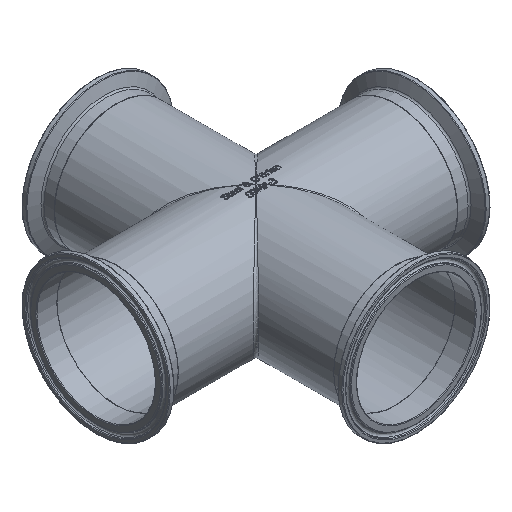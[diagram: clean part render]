
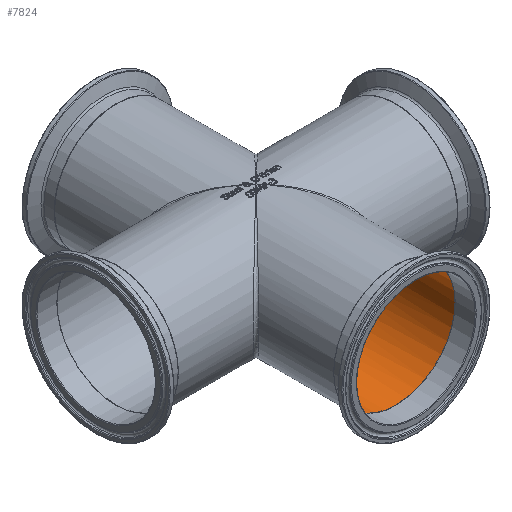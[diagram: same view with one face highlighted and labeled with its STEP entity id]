
A CAD part, isometric view. The second image highlights one B-rep face of the part: STEP entity #7824.
In plain terms, the highlighted cylindrical face has radius 36.449 mm (diameter 72.898 mm), a full revolution.
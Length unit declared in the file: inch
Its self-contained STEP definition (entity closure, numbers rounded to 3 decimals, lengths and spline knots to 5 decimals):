
#158=FACE_BOUND('',#2362,.T.);
#505=CIRCLE('',#8335,1.435);
#1392=CYLINDRICAL_SURFACE('',#8340,1.435);
#1827=FACE_OUTER_BOUND('',#2361,.T.);
#2361=EDGE_LOOP('',(#6780));
#2362=EDGE_LOOP('',(#6781,#6782));
#2468=ELLIPSE('',#8341,2.0294,1.435);
#2469=ELLIPSE('',#8342,2.0294,1.435);
#3664=VERTEX_POINT('',#17514);
#3666=VERTEX_POINT('',#17732);
#3667=VERTEX_POINT('',#17733);
#4778=EDGE_CURVE('',#3664,#3664,#505,.T.);
#4782=EDGE_CURVE('',#3666,#3667,#2468,.T.);
#4783=EDGE_CURVE('',#3667,#3666,#2469,.T.);
#6780=ORIENTED_EDGE('',*,*,#4778,.F.);
#6781=ORIENTED_EDGE('',*,*,#4782,.F.);
#6782=ORIENTED_EDGE('',*,*,#4783,.F.);
#7824=ADVANCED_FACE('',(#1827,#158),#1392,.F.);
#8335=AXIS2_PLACEMENT_3D('',#17515,#9769,#9770);
#8340=AXIS2_PLACEMENT_3D('',#17731,#9779,#9780);
#8341=AXIS2_PLACEMENT_3D('',#17734,#9781,#9782);
#8342=AXIS2_PLACEMENT_3D('',#17735,#9783,#9784);
#9769=DIRECTION('center_axis',(0.,1.,0.));
#9770=DIRECTION('ref_axis',(-1.,0.,0.));
#9779=DIRECTION('center_axis',(0.,1.,0.));
#9780=DIRECTION('ref_axis',(-1.,0.,0.));
#9781=DIRECTION('center_axis',(-0.707,-0.707,0.));
#9782=DIRECTION('ref_axis',(-0.707,0.707,0.));
#9783=DIRECTION('center_axis',(0.707,-0.707,0.));
#9784=DIRECTION('ref_axis',(-0.707,-0.707,0.));
#17514=CARTESIAN_POINT('',(1.435,-3.375,0.));
#17515=CARTESIAN_POINT('Origin',(0.,-3.375,0.));
#17731=CARTESIAN_POINT('Origin',(0.,-1.625,0.));
#17732=CARTESIAN_POINT('',(0.,0.,-1.435));
#17733=CARTESIAN_POINT('',(0.,0.,1.435));
#17734=CARTESIAN_POINT('Origin',(0.,0.,0.));
#17735=CARTESIAN_POINT('Origin',(0.,0.,0.));
